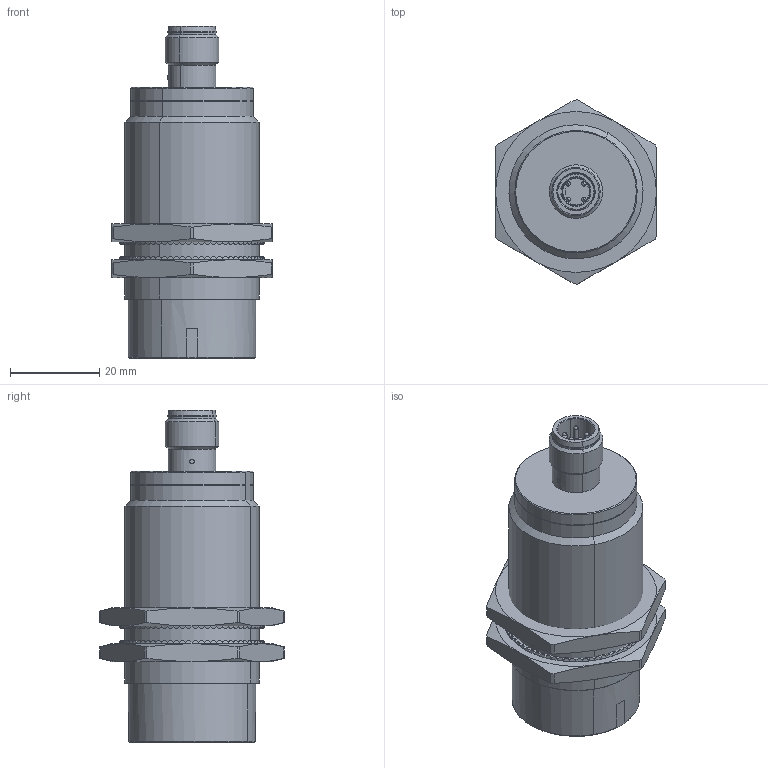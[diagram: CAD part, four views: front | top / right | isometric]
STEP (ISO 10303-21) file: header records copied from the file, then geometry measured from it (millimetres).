
FILE_DESCRIPTION(('STEP AP242'),'1');
FILE_NAME('xs630b4pbm12.stp','2020-11-04T14:37:39',('TraceParts'),('TraceParts S.A.'),'Spatial InterOp 3D',' ',' ');
FILE_SCHEMA(('AP242_MANAGED_MODEL_BASED_3D_ENGINEERING_MIM_LF {1 0 10303 442 1 1 4}'));
Length unit declared in the file: millimetre
Products named in the file (1): xs630b4pbm12_1
Bounding box: 36 x 41.27 x 74.3 mm (x, y, z)
Volume: 11811.9 mm3; surface area: 19424.3 mm2
Topology: 6 solids, 6 shells, 622 faces, 1741 edges, 1138 vertices
Faces by surface type: plane 492, cylinder 58, cone 54, torus 8, sphere 8, bspline 2
Entity records: 29485 total; most frequent: CARTESIAN_POINT 9322, ORIENTED_EDGE 3466, DIRECTION 2811, EDGE_CURVE 1733, VERTEX_POINT 1138, AXIS2_PLACEMENT_3D 1123, B_SPLINE_CURVE_WITH_KNOTS 671, EDGE_LOOP 643
